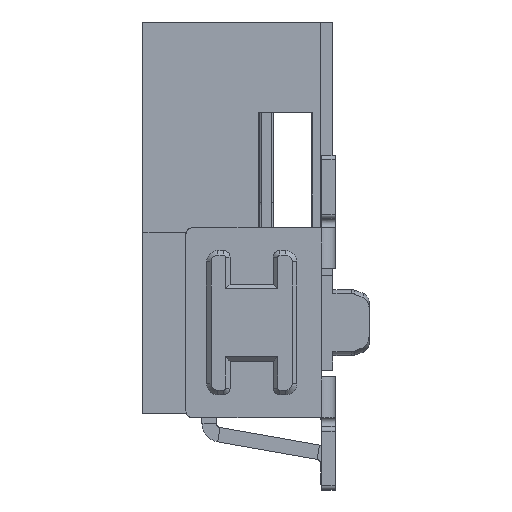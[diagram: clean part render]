
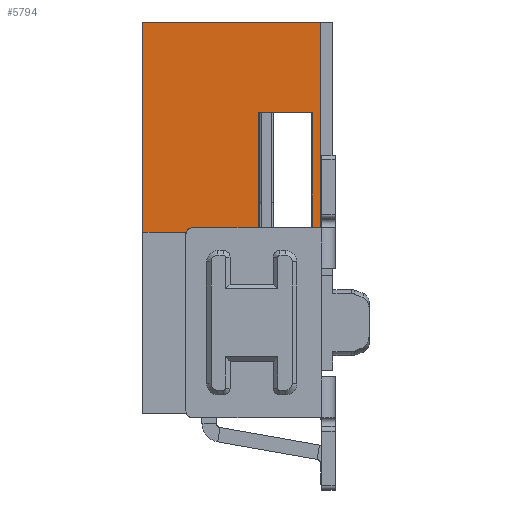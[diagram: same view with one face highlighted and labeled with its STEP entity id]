
A CAD part, left-side view. The second image highlights one B-rep face of the part: STEP entity #5794.
In plain terms, the highlighted planar face has unit normal (-1, 0, 0).
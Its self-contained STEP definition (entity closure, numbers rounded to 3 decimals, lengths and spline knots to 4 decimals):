
#5726=AXIS2_PLACEMENT_3D('Plane Axis2P3D',#5723,#5724,#5725) ;
#1635=CARTESIAN_POINT('Vertex',(1.165,2.455,8.35)) ;
#1638=CARTESIAN_POINT('Line Origine',(1.165,2.455,7.025)) ;
#1642=CARTESIAN_POINT('Vertex',(1.165,2.455,5.7)) ;
#5705=CARTESIAN_POINT('Vertex',(1.165,1.255,8.35)) ;
#5708=CARTESIAN_POINT('Line Origine',(1.165,1.855,8.35)) ;
#5723=CARTESIAN_POINT('Axis2P3D Location',(1.165,5.7655,3.997)) ;
#5728=CARTESIAN_POINT('Line Origine',(1.165,1.075,7.55)) ;
#5732=CARTESIAN_POINT('Vertex',(1.165,1.075,4.75)) ;
#5734=CARTESIAN_POINT('Vertex',(1.165,1.075,10.35)) ;
#5737=CARTESIAN_POINT('Line Origine',(1.165,3.0375,10.35)) ;
#5741=CARTESIAN_POINT('Vertex',(1.165,5.,10.35)) ;
#5744=CARTESIAN_POINT('Line Origine',(1.165,5.,8.025)) ;
#5748=CARTESIAN_POINT('Vertex',(1.165,5.,5.7)) ;
#5751=CARTESIAN_POINT('Line Origine',(1.165,3.7275,5.7)) ;
#5756=CARTESIAN_POINT('Line Origine',(1.165,1.255,7.025)) ;
#5760=CARTESIAN_POINT('Vertex',(1.165,1.255,5.7)) ;
#5763=CARTESIAN_POINT('Line Origine',(1.165,1.2275,5.7)) ;
#5767=CARTESIAN_POINT('Vertex',(1.165,1.2,5.7)) ;
#5770=CARTESIAN_POINT('Line Origine',(1.165,1.2,5.225)) ;
#5774=CARTESIAN_POINT('Vertex',(1.165,1.2,4.75)) ;
#5777=CARTESIAN_POINT('Line Origine',(1.165,1.1375,4.75)) ;
#1639=DIRECTION('Vector Direction',(0.,0.,1.)) ;
#5709=DIRECTION('Vector Direction',(0.,-1.,0.)) ;
#5724=DIRECTION('Axis2P3D Direction',(-1.,0.,0.)) ;
#5725=DIRECTION('Axis2P3D XDirection',(0.,-1.,0.)) ;
#5729=DIRECTION('Vector Direction',(0.,0.,1.)) ;
#5738=DIRECTION('Vector Direction',(0.,-1.,0.)) ;
#5745=DIRECTION('Vector Direction',(0.,0.,-1.)) ;
#5752=DIRECTION('Vector Direction',(0.,-1.,0.)) ;
#5757=DIRECTION('Vector Direction',(0.,0.,-1.)) ;
#5764=DIRECTION('Vector Direction',(0.,-1.,0.)) ;
#5771=DIRECTION('Vector Direction',(0.,0.,-1.)) ;
#5778=DIRECTION('Vector Direction',(0.,-1.,0.)) ;
#1640=VECTOR('Line Direction',#1639,1.) ;
#5710=VECTOR('Line Direction',#5709,1.) ;
#5730=VECTOR('Line Direction',#5729,1.) ;
#5739=VECTOR('Line Direction',#5738,1.) ;
#5746=VECTOR('Line Direction',#5745,1.) ;
#5753=VECTOR('Line Direction',#5752,1.) ;
#5758=VECTOR('Line Direction',#5757,1.) ;
#5765=VECTOR('Line Direction',#5764,1.) ;
#5772=VECTOR('Line Direction',#5771,1.) ;
#5779=VECTOR('Line Direction',#5778,1.) ;
#5783=ORIENTED_EDGE('',*,*,#5736,.T.) ;
#5784=ORIENTED_EDGE('',*,*,#5743,.F.) ;
#5785=ORIENTED_EDGE('',*,*,#5750,.T.) ;
#5786=ORIENTED_EDGE('',*,*,#5755,.T.) ;
#5787=ORIENTED_EDGE('',*,*,#1644,.T.) ;
#5788=ORIENTED_EDGE('',*,*,#5712,.T.) ;
#5789=ORIENTED_EDGE('',*,*,#5762,.T.) ;
#5790=ORIENTED_EDGE('',*,*,#5769,.T.) ;
#5791=ORIENTED_EDGE('',*,*,#5776,.T.) ;
#5792=ORIENTED_EDGE('',*,*,#5781,.T.) ;
#5794=ADVANCED_FACE('Hauptk\X2\00F6\X0\rper',(#5793),#5727,.T.) ;
#1644=EDGE_CURVE('',#1643,#1636,#1641,.T.) ;
#5712=EDGE_CURVE('',#1636,#5706,#5711,.T.) ;
#5736=EDGE_CURVE('',#5733,#5735,#5731,.T.) ;
#5743=EDGE_CURVE('',#5742,#5735,#5740,.T.) ;
#5750=EDGE_CURVE('',#5742,#5749,#5747,.T.) ;
#5755=EDGE_CURVE('',#5749,#1643,#5754,.T.) ;
#5762=EDGE_CURVE('',#5706,#5761,#5759,.T.) ;
#5769=EDGE_CURVE('',#5761,#5768,#5766,.T.) ;
#5776=EDGE_CURVE('',#5768,#5775,#5773,.T.) ;
#5781=EDGE_CURVE('',#5775,#5733,#5780,.T.) ;
#5782=EDGE_LOOP('',(#5783,#5784,#5785,#5786,#5787,#5788,#5789,#5790,#5791,#5792)) ;
#5793=FACE_OUTER_BOUND('',#5782,.T.) ;
#1641=LINE('Line',#1638,#1640) ;
#5711=LINE('Line',#5708,#5710) ;
#5731=LINE('Line',#5728,#5730) ;
#5740=LINE('Line',#5737,#5739) ;
#5747=LINE('Line',#5744,#5746) ;
#5754=LINE('Line',#5751,#5753) ;
#5759=LINE('Line',#5756,#5758) ;
#5766=LINE('Line',#5763,#5765) ;
#5773=LINE('Line',#5770,#5772) ;
#5780=LINE('Line',#5777,#5779) ;
#5727=PLANE('',#5726) ;
#1636=VERTEX_POINT('',#1635) ;
#1643=VERTEX_POINT('',#1642) ;
#5706=VERTEX_POINT('',#5705) ;
#5733=VERTEX_POINT('',#5732) ;
#5735=VERTEX_POINT('',#5734) ;
#5742=VERTEX_POINT('',#5741) ;
#5749=VERTEX_POINT('',#5748) ;
#5761=VERTEX_POINT('',#5760) ;
#5768=VERTEX_POINT('',#5767) ;
#5775=VERTEX_POINT('',#5774) ;
